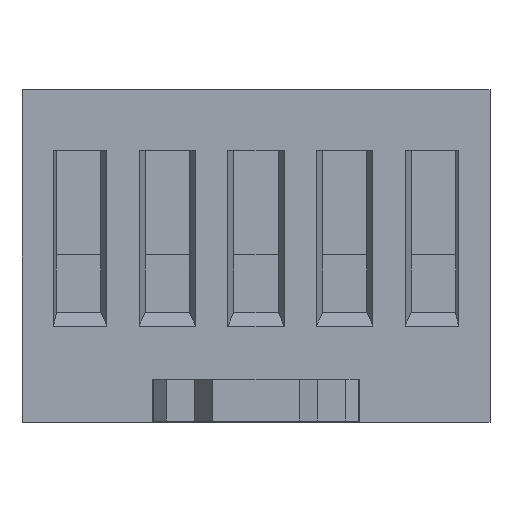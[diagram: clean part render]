
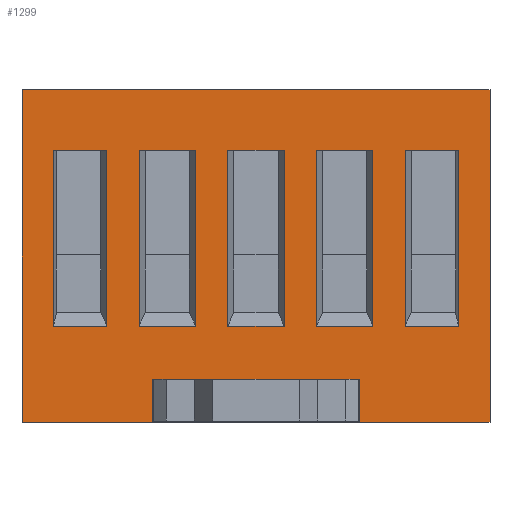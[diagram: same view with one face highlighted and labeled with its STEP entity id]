
A CAD part, front view. The second image highlights one B-rep face of the part: STEP entity #1299.
In plain terms, the highlighted planar face has unit normal (0, -1, 0).
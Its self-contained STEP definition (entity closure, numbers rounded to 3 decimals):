
#1070=AXIS2_PLACEMENT_3D('Plane Axis2P3D',#1067,#1068,#1069) ;
#622=CARTESIAN_POINT('Vertex',(38.,4.3,27.)) ;
#625=CARTESIAN_POINT('Line Origine',(38.,4.3,13.5)) ;
#629=CARTESIAN_POINT('Vertex',(38.,4.3,0.)) ;
#1067=CARTESIAN_POINT('Axis2P3D Location',(38.,4.3,0.)) ;
#1072=CARTESIAN_POINT('Line Origine',(19.,4.3,27.)) ;
#1076=CARTESIAN_POINT('Vertex',(0.,4.3,27.)) ;
#1079=CARTESIAN_POINT('Line Origine',(0.,4.3,13.5)) ;
#1083=CARTESIAN_POINT('Vertex',(0.,4.3,0.)) ;
#1086=CARTESIAN_POINT('Line Origine',(5.3,4.3,0.)) ;
#1090=CARTESIAN_POINT('Vertex',(10.6,4.3,0.)) ;
#1093=CARTESIAN_POINT('Line Origine',(10.6,4.3,1.75)) ;
#1097=CARTESIAN_POINT('Vertex',(10.6,4.3,3.5)) ;
#1100=CARTESIAN_POINT('Line Origine',(19.,4.3,3.5)) ;
#1104=CARTESIAN_POINT('Vertex',(27.4,4.3,3.5)) ;
#1107=CARTESIAN_POINT('Line Origine',(27.4,4.3,1.75)) ;
#1111=CARTESIAN_POINT('Vertex',(27.4,4.3,0.)) ;
#1114=CARTESIAN_POINT('Line Origine',(32.7,4.3,0.)) ;
#1129=CARTESIAN_POINT('Line Origine',(19.,4.3,7.8)) ;
#1133=CARTESIAN_POINT('Vertex',(16.7,4.3,7.8)) ;
#1135=CARTESIAN_POINT('Vertex',(21.3,4.3,7.8)) ;
#1138=CARTESIAN_POINT('Line Origine',(16.7,4.3,14.95)) ;
#1142=CARTESIAN_POINT('Vertex',(16.7,4.3,22.1)) ;
#1145=CARTESIAN_POINT('Line Origine',(19.,4.3,22.1)) ;
#1149=CARTESIAN_POINT('Vertex',(21.3,4.3,22.1)) ;
#1152=CARTESIAN_POINT('Line Origine',(21.3,4.3,14.95)) ;
#1163=CARTESIAN_POINT('Line Origine',(33.275,4.3,7.8)) ;
#1167=CARTESIAN_POINT('Vertex',(31.1,4.3,7.8)) ;
#1169=CARTESIAN_POINT('Vertex',(35.45,4.3,7.8)) ;
#1172=CARTESIAN_POINT('Line Origine',(31.1,4.3,14.95)) ;
#1176=CARTESIAN_POINT('Vertex',(31.1,4.3,22.1)) ;
#1179=CARTESIAN_POINT('Line Origine',(33.275,4.3,22.1)) ;
#1183=CARTESIAN_POINT('Vertex',(35.45,4.3,22.1)) ;
#1186=CARTESIAN_POINT('Line Origine',(35.45,4.3,14.95)) ;
#1197=CARTESIAN_POINT('Line Origine',(11.8,4.3,22.1)) ;
#1201=CARTESIAN_POINT('Vertex',(9.5,4.3,22.1)) ;
#1203=CARTESIAN_POINT('Vertex',(14.1,4.3,22.1)) ;
#1206=CARTESIAN_POINT('Line Origine',(14.1,4.3,14.95)) ;
#1210=CARTESIAN_POINT('Vertex',(14.1,4.3,7.8)) ;
#1213=CARTESIAN_POINT('Line Origine',(11.8,4.3,7.8)) ;
#1217=CARTESIAN_POINT('Vertex',(9.5,4.3,7.8)) ;
#1220=CARTESIAN_POINT('Line Origine',(9.5,4.3,14.95)) ;
#1231=CARTESIAN_POINT('Line Origine',(28.5,4.3,14.95)) ;
#1235=CARTESIAN_POINT('Vertex',(28.5,4.3,22.1)) ;
#1237=CARTESIAN_POINT('Vertex',(28.5,4.3,7.8)) ;
#1240=CARTESIAN_POINT('Line Origine',(26.2,4.3,7.8)) ;
#1244=CARTESIAN_POINT('Vertex',(23.9,4.3,7.8)) ;
#1247=CARTESIAN_POINT('Line Origine',(23.9,4.3,14.95)) ;
#1251=CARTESIAN_POINT('Vertex',(23.9,4.3,22.1)) ;
#1254=CARTESIAN_POINT('Line Origine',(26.2,4.3,22.1)) ;
#1265=CARTESIAN_POINT('Line Origine',(4.725,4.3,22.1)) ;
#1269=CARTESIAN_POINT('Vertex',(2.55,4.3,22.1)) ;
#1271=CARTESIAN_POINT('Vertex',(6.9,4.3,22.1)) ;
#1274=CARTESIAN_POINT('Line Origine',(6.9,4.3,14.95)) ;
#1278=CARTESIAN_POINT('Vertex',(6.9,4.3,7.8)) ;
#1281=CARTESIAN_POINT('Line Origine',(4.725,4.3,7.8)) ;
#1285=CARTESIAN_POINT('Vertex',(2.55,4.3,7.8)) ;
#1288=CARTESIAN_POINT('Line Origine',(2.55,4.3,14.95)) ;
#626=DIRECTION('Vector Direction',(0.,0.,-1.)) ;
#1068=DIRECTION('Axis2P3D Direction',(0.,1.,0.)) ;
#1069=DIRECTION('Axis2P3D XDirection',(0.,0.,-1.)) ;
#1073=DIRECTION('Vector Direction',(-1.,0.,0.)) ;
#1080=DIRECTION('Vector Direction',(0.,0.,-1.)) ;
#1087=DIRECTION('Vector Direction',(-1.,0.,0.)) ;
#1094=DIRECTION('Vector Direction',(0.,0.,-1.)) ;
#1101=DIRECTION('Vector Direction',(1.,0.,0.)) ;
#1108=DIRECTION('Vector Direction',(0.,0.,1.)) ;
#1115=DIRECTION('Vector Direction',(-1.,0.,0.)) ;
#1130=DIRECTION('Vector Direction',(1.,0.,0.)) ;
#1139=DIRECTION('Vector Direction',(0.,0.,-1.)) ;
#1146=DIRECTION('Vector Direction',(-1.,0.,0.)) ;
#1153=DIRECTION('Vector Direction',(0.,0.,-1.)) ;
#1164=DIRECTION('Vector Direction',(-1.,0.,0.)) ;
#1173=DIRECTION('Vector Direction',(0.,0.,-1.)) ;
#1180=DIRECTION('Vector Direction',(-1.,0.,0.)) ;
#1187=DIRECTION('Vector Direction',(0.,0.,-1.)) ;
#1198=DIRECTION('Vector Direction',(-1.,0.,0.)) ;
#1207=DIRECTION('Vector Direction',(0.,0.,-1.)) ;
#1214=DIRECTION('Vector Direction',(-1.,0.,0.)) ;
#1221=DIRECTION('Vector Direction',(0.,0.,-1.)) ;
#1232=DIRECTION('Vector Direction',(0.,0.,-1.)) ;
#1241=DIRECTION('Vector Direction',(1.,0.,0.)) ;
#1248=DIRECTION('Vector Direction',(0.,0.,-1.)) ;
#1255=DIRECTION('Vector Direction',(-1.,0.,0.)) ;
#1266=DIRECTION('Vector Direction',(-1.,0.,0.)) ;
#1275=DIRECTION('Vector Direction',(0.,0.,-1.)) ;
#1282=DIRECTION('Vector Direction',(1.,0.,0.)) ;
#1289=DIRECTION('Vector Direction',(0.,0.,-1.)) ;
#627=VECTOR('Line Direction',#626,1.) ;
#1074=VECTOR('Line Direction',#1073,1.) ;
#1081=VECTOR('Line Direction',#1080,1.) ;
#1088=VECTOR('Line Direction',#1087,1.) ;
#1095=VECTOR('Line Direction',#1094,1.) ;
#1102=VECTOR('Line Direction',#1101,1.) ;
#1109=VECTOR('Line Direction',#1108,1.) ;
#1116=VECTOR('Line Direction',#1115,1.) ;
#1131=VECTOR('Line Direction',#1130,1.) ;
#1140=VECTOR('Line Direction',#1139,1.) ;
#1147=VECTOR('Line Direction',#1146,1.) ;
#1154=VECTOR('Line Direction',#1153,1.) ;
#1165=VECTOR('Line Direction',#1164,1.) ;
#1174=VECTOR('Line Direction',#1173,1.) ;
#1181=VECTOR('Line Direction',#1180,1.) ;
#1188=VECTOR('Line Direction',#1187,1.) ;
#1199=VECTOR('Line Direction',#1198,1.) ;
#1208=VECTOR('Line Direction',#1207,1.) ;
#1215=VECTOR('Line Direction',#1214,1.) ;
#1222=VECTOR('Line Direction',#1221,1.) ;
#1233=VECTOR('Line Direction',#1232,1.) ;
#1242=VECTOR('Line Direction',#1241,1.) ;
#1249=VECTOR('Line Direction',#1248,1.) ;
#1256=VECTOR('Line Direction',#1255,1.) ;
#1267=VECTOR('Line Direction',#1266,1.) ;
#1276=VECTOR('Line Direction',#1275,1.) ;
#1283=VECTOR('Line Direction',#1282,1.) ;
#1290=VECTOR('Line Direction',#1289,1.) ;
#1120=ORIENTED_EDGE('',*,*,#1078,.F.) ;
#1121=ORIENTED_EDGE('',*,*,#1085,.F.) ;
#1122=ORIENTED_EDGE('',*,*,#1092,.F.) ;
#1123=ORIENTED_EDGE('',*,*,#1099,.T.) ;
#1124=ORIENTED_EDGE('',*,*,#1106,.T.) ;
#1125=ORIENTED_EDGE('',*,*,#1113,.F.) ;
#1126=ORIENTED_EDGE('',*,*,#1118,.F.) ;
#1127=ORIENTED_EDGE('',*,*,#631,.F.) ;
#1158=ORIENTED_EDGE('',*,*,#1137,.F.) ;
#1159=ORIENTED_EDGE('',*,*,#1144,.F.) ;
#1160=ORIENTED_EDGE('',*,*,#1151,.T.) ;
#1161=ORIENTED_EDGE('',*,*,#1156,.T.) ;
#1192=ORIENTED_EDGE('',*,*,#1171,.F.) ;
#1193=ORIENTED_EDGE('',*,*,#1178,.F.) ;
#1194=ORIENTED_EDGE('',*,*,#1185,.T.) ;
#1195=ORIENTED_EDGE('',*,*,#1190,.T.) ;
#1226=ORIENTED_EDGE('',*,*,#1205,.T.) ;
#1227=ORIENTED_EDGE('',*,*,#1212,.T.) ;
#1228=ORIENTED_EDGE('',*,*,#1219,.F.) ;
#1229=ORIENTED_EDGE('',*,*,#1224,.F.) ;
#1260=ORIENTED_EDGE('',*,*,#1239,.T.) ;
#1261=ORIENTED_EDGE('',*,*,#1246,.F.) ;
#1262=ORIENTED_EDGE('',*,*,#1253,.F.) ;
#1263=ORIENTED_EDGE('',*,*,#1258,.T.) ;
#1294=ORIENTED_EDGE('',*,*,#1273,.T.) ;
#1295=ORIENTED_EDGE('',*,*,#1280,.T.) ;
#1296=ORIENTED_EDGE('',*,*,#1287,.F.) ;
#1297=ORIENTED_EDGE('',*,*,#1292,.F.) ;
#1162=FACE_BOUND('',#1157,.T.) ;
#1196=FACE_BOUND('',#1191,.T.) ;
#1230=FACE_BOUND('',#1225,.T.) ;
#1264=FACE_BOUND('',#1259,.T.) ;
#1298=FACE_BOUND('',#1293,.T.) ;
#1299=ADVANCED_FACE('SOCKEL',(#1128,#1162,#1196,#1230,#1264,#1298),#1071,.F.) ;
#631=EDGE_CURVE('',#623,#630,#628,.T.) ;
#1078=EDGE_CURVE('',#1077,#623,#1075,.F.) ;
#1085=EDGE_CURVE('',#1084,#1077,#1082,.F.) ;
#1092=EDGE_CURVE('',#1091,#1084,#1089,.T.) ;
#1099=EDGE_CURVE('',#1091,#1098,#1096,.F.) ;
#1106=EDGE_CURVE('',#1098,#1105,#1103,.T.) ;
#1113=EDGE_CURVE('',#1112,#1105,#1110,.T.) ;
#1118=EDGE_CURVE('',#630,#1112,#1117,.T.) ;
#1137=EDGE_CURVE('',#1134,#1136,#1132,.T.) ;
#1144=EDGE_CURVE('',#1143,#1134,#1141,.T.) ;
#1151=EDGE_CURVE('',#1143,#1150,#1148,.F.) ;
#1156=EDGE_CURVE('',#1150,#1136,#1155,.T.) ;
#1171=EDGE_CURVE('',#1168,#1170,#1166,.F.) ;
#1178=EDGE_CURVE('',#1177,#1168,#1175,.T.) ;
#1185=EDGE_CURVE('',#1177,#1184,#1182,.F.) ;
#1190=EDGE_CURVE('',#1184,#1170,#1189,.T.) ;
#1205=EDGE_CURVE('',#1202,#1204,#1200,.F.) ;
#1212=EDGE_CURVE('',#1204,#1211,#1209,.T.) ;
#1219=EDGE_CURVE('',#1218,#1211,#1216,.F.) ;
#1224=EDGE_CURVE('',#1202,#1218,#1223,.T.) ;
#1239=EDGE_CURVE('',#1236,#1238,#1234,.T.) ;
#1246=EDGE_CURVE('',#1245,#1238,#1243,.T.) ;
#1253=EDGE_CURVE('',#1252,#1245,#1250,.T.) ;
#1258=EDGE_CURVE('',#1252,#1236,#1257,.F.) ;
#1273=EDGE_CURVE('',#1270,#1272,#1268,.F.) ;
#1280=EDGE_CURVE('',#1272,#1279,#1277,.T.) ;
#1287=EDGE_CURVE('',#1286,#1279,#1284,.T.) ;
#1292=EDGE_CURVE('',#1270,#1286,#1291,.T.) ;
#1119=EDGE_LOOP('',(#1120,#1121,#1122,#1123,#1124,#1125,#1126,#1127)) ;
#1157=EDGE_LOOP('',(#1158,#1159,#1160,#1161)) ;
#1191=EDGE_LOOP('',(#1192,#1193,#1194,#1195)) ;
#1225=EDGE_LOOP('',(#1226,#1227,#1228,#1229)) ;
#1259=EDGE_LOOP('',(#1260,#1261,#1262,#1263)) ;
#1293=EDGE_LOOP('',(#1294,#1295,#1296,#1297)) ;
#1128=FACE_OUTER_BOUND('',#1119,.T.) ;
#628=LINE('Line',#625,#627) ;
#1075=LINE('Line',#1072,#1074) ;
#1082=LINE('Line',#1079,#1081) ;
#1089=LINE('Line',#1086,#1088) ;
#1096=LINE('Line',#1093,#1095) ;
#1103=LINE('Line',#1100,#1102) ;
#1110=LINE('Line',#1107,#1109) ;
#1117=LINE('Line',#1114,#1116) ;
#1132=LINE('Line',#1129,#1131) ;
#1141=LINE('Line',#1138,#1140) ;
#1148=LINE('Line',#1145,#1147) ;
#1155=LINE('Line',#1152,#1154) ;
#1166=LINE('Line',#1163,#1165) ;
#1175=LINE('Line',#1172,#1174) ;
#1182=LINE('Line',#1179,#1181) ;
#1189=LINE('Line',#1186,#1188) ;
#1200=LINE('Line',#1197,#1199) ;
#1209=LINE('Line',#1206,#1208) ;
#1216=LINE('Line',#1213,#1215) ;
#1223=LINE('Line',#1220,#1222) ;
#1234=LINE('Line',#1231,#1233) ;
#1243=LINE('Line',#1240,#1242) ;
#1250=LINE('Line',#1247,#1249) ;
#1257=LINE('Line',#1254,#1256) ;
#1268=LINE('Line',#1265,#1267) ;
#1277=LINE('Line',#1274,#1276) ;
#1284=LINE('Line',#1281,#1283) ;
#1291=LINE('Line',#1288,#1290) ;
#1071=PLANE('',#1070) ;
#623=VERTEX_POINT('',#622) ;
#630=VERTEX_POINT('',#629) ;
#1077=VERTEX_POINT('',#1076) ;
#1084=VERTEX_POINT('',#1083) ;
#1091=VERTEX_POINT('',#1090) ;
#1098=VERTEX_POINT('',#1097) ;
#1105=VERTEX_POINT('',#1104) ;
#1112=VERTEX_POINT('',#1111) ;
#1134=VERTEX_POINT('',#1133) ;
#1136=VERTEX_POINT('',#1135) ;
#1143=VERTEX_POINT('',#1142) ;
#1150=VERTEX_POINT('',#1149) ;
#1168=VERTEX_POINT('',#1167) ;
#1170=VERTEX_POINT('',#1169) ;
#1177=VERTEX_POINT('',#1176) ;
#1184=VERTEX_POINT('',#1183) ;
#1202=VERTEX_POINT('',#1201) ;
#1204=VERTEX_POINT('',#1203) ;
#1211=VERTEX_POINT('',#1210) ;
#1218=VERTEX_POINT('',#1217) ;
#1236=VERTEX_POINT('',#1235) ;
#1238=VERTEX_POINT('',#1237) ;
#1245=VERTEX_POINT('',#1244) ;
#1252=VERTEX_POINT('',#1251) ;
#1270=VERTEX_POINT('',#1269) ;
#1272=VERTEX_POINT('',#1271) ;
#1279=VERTEX_POINT('',#1278) ;
#1286=VERTEX_POINT('',#1285) ;
